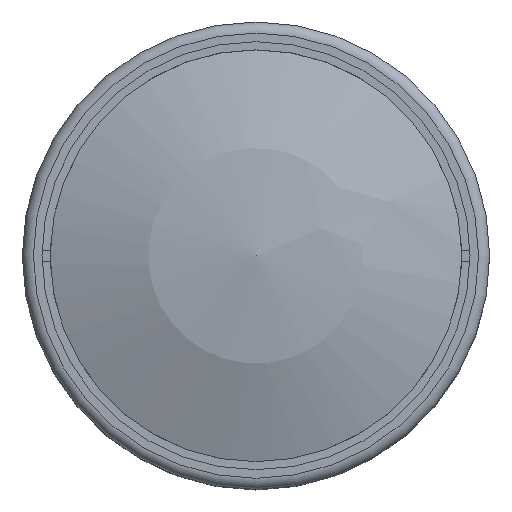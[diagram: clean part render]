
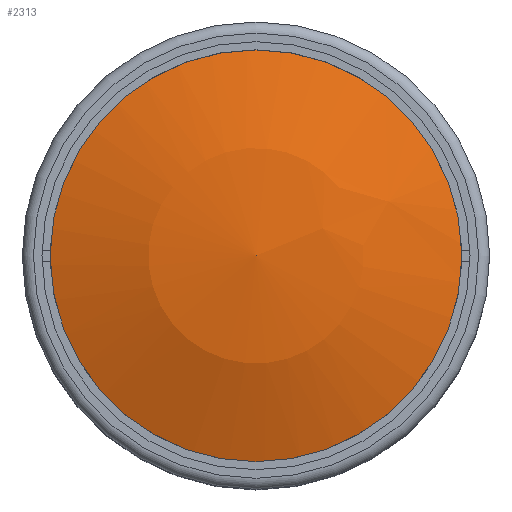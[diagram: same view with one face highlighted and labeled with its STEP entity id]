
A CAD part, top view. The second image highlights one B-rep face of the part: STEP entity #2313.
In plain terms, the highlighted spherical face has radius 50 mm.
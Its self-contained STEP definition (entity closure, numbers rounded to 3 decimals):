
#561=FACE_OUTER_BOUND('',#723,.T.);
#723=EDGE_LOOP('',(#1594));
#987=CIRCLE('',#2490,19.);
#1098=VERTEX_POINT('',#3421);
#1317=EDGE_CURVE('',#1098,#1098,#987,.T.);
#1594=ORIENTED_EDGE('',*,*,#1317,.F.);
#2148=SPHERICAL_SURFACE('',#2489,50.);
#2313=ADVANCED_FACE('',(#561),#2148,.T.);
#2489=AXIS2_PLACEMENT_3D('',#3420,#2766,#2767);
#2490=AXIS2_PLACEMENT_3D('',#3422,#2768,#2769);
#2766=DIRECTION('center_axis',(0.,0.,
1.));
#2767=DIRECTION('ref_axis',(0.925,0.38,0.));
#2768=DIRECTION('center_axis',(0.,0.,
-1.));
#2769=DIRECTION('ref_axis',(0.925,0.38,0.));
#3420=CARTESIAN_POINT('Origin',(0.,0.,
-51.174));
#3421=CARTESIAN_POINT('',(-7.221,17.574,-4.925));
#3422=CARTESIAN_POINT('Origin',(0.,0.,
-4.925));
